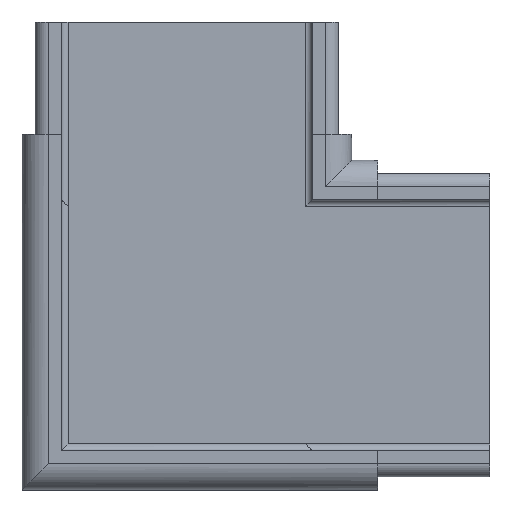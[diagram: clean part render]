
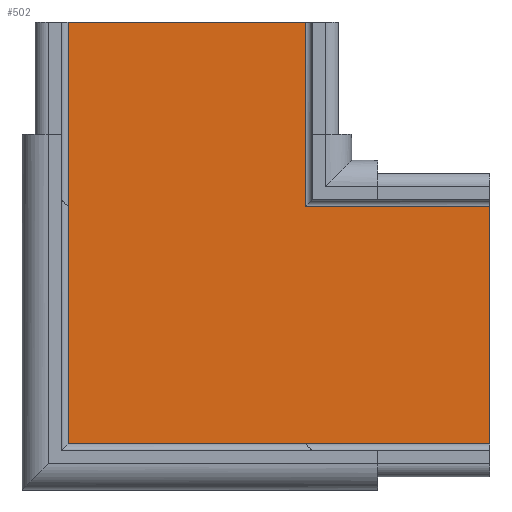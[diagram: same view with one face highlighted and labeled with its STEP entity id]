
A CAD part, front view. The second image highlights one B-rep face of the part: STEP entity #502.
In plain terms, the highlighted planar face has unit normal (0, -1, 0).
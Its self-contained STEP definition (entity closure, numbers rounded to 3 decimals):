
#18 = ORIENTED_EDGE ( 'NONE', *, *, #1315, .F. ) ;
#56 = VECTOR ( 'NONE', #1389, 1000. ) ;
#74 = AXIS2_PLACEMENT_3D ( 'NONE', #1495, #283, #750 ) ;
#93 = EDGE_CURVE ( 'NONE', #1144, #539, #1126, .T. ) ;
#100 = ORIENTED_EDGE ( 'NONE', *, *, #93, .F. ) ;
#111 = CARTESIAN_POINT ( 'NONE',  ( -18., 14., 71. ) ) ;
#136 = LINE ( 'NONE', #481, #823 ) ;
#142 = DIRECTION ( 'NONE',  ( -1., 0., 0. ) ) ;
#241 = DIRECTION ( 'NONE',  ( 0., 0., -1. ) ) ;
#270 = EDGE_CURVE ( 'NONE', #669, #460, #1217, .T. ) ;
#275 = FACE_OUTER_BOUND ( 'NONE', #312, .T. ) ;
#283 = DIRECTION ( 'NONE',  ( 0., 1., 0. ) ) ;
#308 = ORIENTED_EDGE ( 'NONE', *, *, #706, .T. ) ;
#312 = EDGE_LOOP ( 'NONE', ( #1096, #708, #308, #100, #646, #1267, #1075, #18 ) ) ;
#356 = VERTEX_POINT ( 'NONE', #1227 ) ;
#414 = CARTESIAN_POINT ( 'NONE',  ( 46., 14., 43. ) ) ;
#416 = CARTESIAN_POINT ( 'NONE',  ( 0., 14., 71. ) ) ;
#460 = VERTEX_POINT ( 'NONE', #1131 ) ;
#471 = CARTESIAN_POINT ( 'NONE',  ( 18., 14., 43. ) ) ;
#480 = VECTOR ( 'NONE', #700, 1000. ) ;
#481 = CARTESIAN_POINT ( 'NONE',  ( -18., 14., 71. ) ) ;
#492 = LINE ( 'NONE', #597, #1517 ) ;
#502 = ADVANCED_FACE ( 'NONE', ( #275 ), #1372, .F. ) ;
#530 = CARTESIAN_POINT ( 'NONE',  ( 46., 14., 7. ) ) ;
#539 = VERTEX_POINT ( 'NONE', #1172 ) ;
#551 = VECTOR ( 'NONE', #142, 1000. ) ;
#590 = CARTESIAN_POINT ( 'NONE',  ( -18., 14., 7. ) ) ;
#597 = CARTESIAN_POINT ( 'NONE',  ( 18., 14., 71. ) ) ;
#601 = CARTESIAN_POINT ( 'NONE',  ( 18., 14., 7. ) ) ;
#646 = ORIENTED_EDGE ( 'NONE', *, *, #1050, .F. ) ;
#663 = VERTEX_POINT ( 'NONE', #471 ) ;
#667 = VERTEX_POINT ( 'NONE', #111 ) ;
#669 = VERTEX_POINT ( 'NONE', #1461 ) ;
#699 = EDGE_CURVE ( 'NONE', #667, #669, #136, .T. ) ;
#700 = DIRECTION ( 'NONE',  ( 1., 0., 0. ) ) ;
#706 = EDGE_CURVE ( 'NONE', #460, #539, #971, .T. ) ;
#708 = ORIENTED_EDGE ( 'NONE', *, *, #270, .T. ) ;
#725 = VERTEX_POINT ( 'NONE', #1439 ) ;
#741 = DIRECTION ( 'NONE',  ( 0., 0., -1. ) ) ;
#747 = LINE ( 'NONE', #414, #551 ) ;
#750 = DIRECTION ( 'NONE',  ( -1., 0., 0. ) ) ;
#759 = LINE ( 'NONE', #891, #56 ) ;
#785 = CARTESIAN_POINT ( 'NONE',  ( 46., 14., 7. ) ) ;
#823 = VECTOR ( 'NONE', #241, 1000. ) ;
#891 = CARTESIAN_POINT ( 'NONE',  ( 46., 14., 25. ) ) ;
#907 = EDGE_CURVE ( 'NONE', #725, #663, #747, .T. ) ;
#912 = VECTOR ( 'NONE', #1244, 1000. ) ;
#950 = DIRECTION ( 'NONE',  ( 0., 0., -1. ) ) ;
#971 = LINE ( 'NONE', #601, #480 ) ;
#1014 = LINE ( 'NONE', #416, #912 ) ;
#1050 = EDGE_CURVE ( 'NONE', #725, #1144, #759, .T. ) ;
#1075 = ORIENTED_EDGE ( 'NONE', *, *, #1218, .F. ) ;
#1096 = ORIENTED_EDGE ( 'NONE', *, *, #699, .T. ) ;
#1126 = LINE ( 'NONE', #530, #1206 ) ;
#1131 = CARTESIAN_POINT ( 'NONE',  ( -18., 14., 7. ) ) ;
#1144 = VERTEX_POINT ( 'NONE', #785 ) ;
#1172 = CARTESIAN_POINT ( 'NONE',  ( 18., 14., 7. ) ) ;
#1206 = VECTOR ( 'NONE', #1272, 1000. ) ;
#1217 = LINE ( 'NONE', #590, #1344 ) ;
#1218 = EDGE_CURVE ( 'NONE', #356, #663, #492, .T. ) ;
#1227 = CARTESIAN_POINT ( 'NONE',  ( 18., 14., 71. ) ) ;
#1244 = DIRECTION ( 'NONE',  ( 1., 0., 0. ) ) ;
#1267 = ORIENTED_EDGE ( 'NONE', *, *, #907, .T. ) ;
#1272 = DIRECTION ( 'NONE',  ( -1., 0., 0. ) ) ;
#1315 = EDGE_CURVE ( 'NONE', #667, #356, #1014, .T. ) ;
#1344 = VECTOR ( 'NONE', #950, 1000. ) ;
#1372 = PLANE ( 'NONE',  #74 ) ;
#1389 = DIRECTION ( 'NONE',  ( 0., 0., -1. ) ) ;
#1439 = CARTESIAN_POINT ( 'NONE',  ( 46., 14., 43. ) ) ;
#1461 = CARTESIAN_POINT ( 'NONE',  ( -18., 14., 43. ) ) ;
#1495 = CARTESIAN_POINT ( 'NONE',  ( 18., 14., 71. ) ) ;
#1517 = VECTOR ( 'NONE', #741, 1000. ) ;
